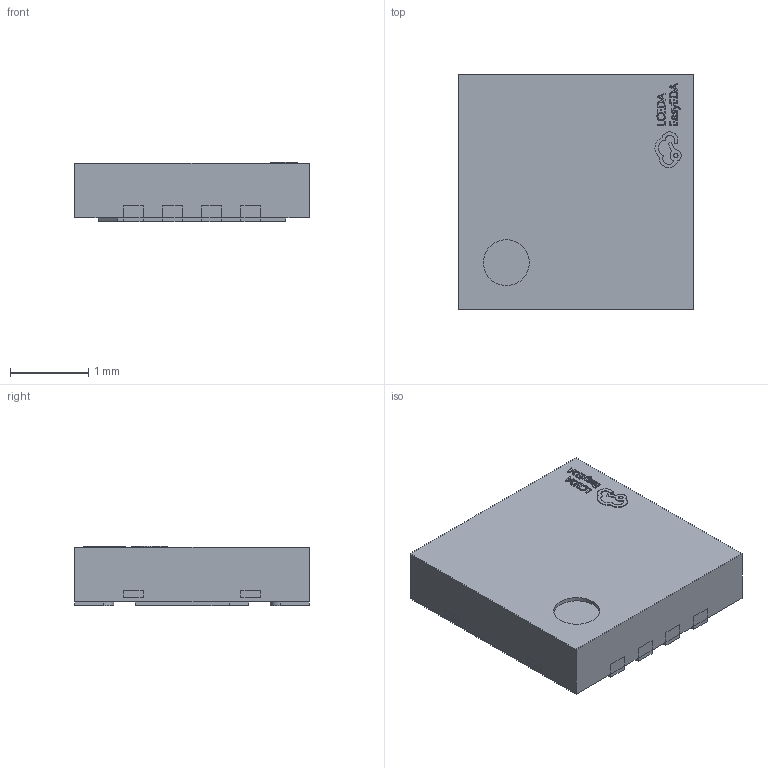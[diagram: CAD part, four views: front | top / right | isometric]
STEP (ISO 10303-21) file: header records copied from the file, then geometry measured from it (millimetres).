
FILE_DESCRIPTION (( 'STEP AP214' ), '1' );
FILE_NAME ('DFN-8_L3.0-W3.0-P0.50-BL-EP-1.step', '2022-06-30T13:27:32', ( '' ), ( '' ), 'SwSTEP 2.0', 'SolidWorks 2020', '' );
FILE_SCHEMA (( 'AUTOMOTIVE_DESIGN' ));
Length unit declared in the file: millimetre
Products named in the file (1): DFN-8_L3.0-W3.0-P0.50-BL-EP-1
Bounding box: 3 x 3 x 0.76 mm (x, y, z)
Volume: 6.5 mm3; surface area: 50.2 mm2
Topology: 19 solids, 19 shells, 507 faces, 1311 edges, 874 vertices
Faces by surface type: plane 345, bspline 112, cylinder 50
Entity records: 21220 total; most frequent: CARTESIAN_POINT 4409, ORIENTED_EDGE 2622, DIRECTION 1932, EDGE_CURVE 1311, LINE 940, VECTOR 940, VERTEX_POINT 874, EDGE_LOOP 539
